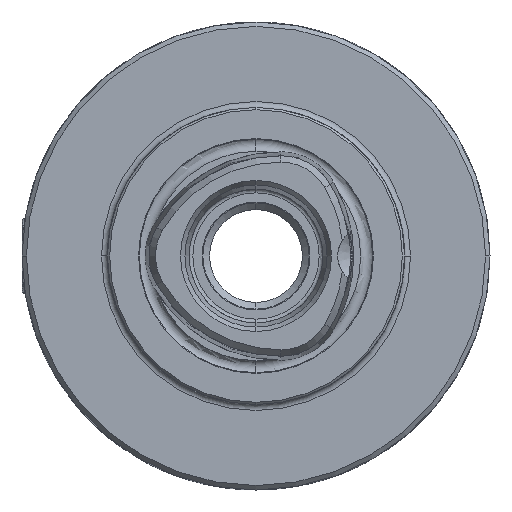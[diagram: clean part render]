
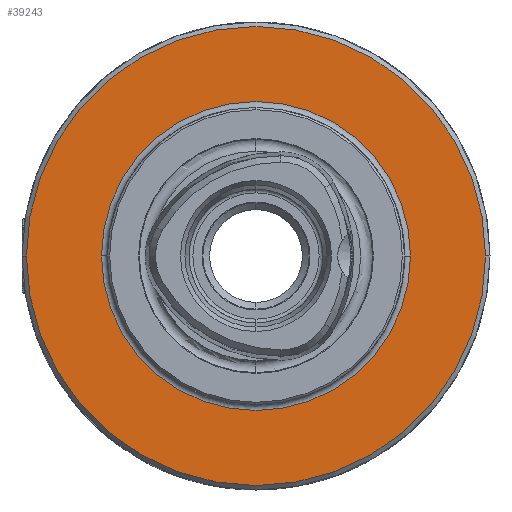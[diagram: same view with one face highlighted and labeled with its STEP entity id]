
A CAD part, left-side view. The second image highlights one B-rep face of the part: STEP entity #39243.
In plain terms, the highlighted planar face has unit normal (-1, 0, 0).
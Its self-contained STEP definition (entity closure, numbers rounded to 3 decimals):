
#1776 = CARTESIAN_POINT ( 'NONE',  ( 20., 0., 0. ) ) ;
#3269 = CARTESIAN_POINT ( 'NONE',  ( 20., -30.9, 0. ) ) ;
#3580 = DIRECTION ( 'NONE',  ( 1., 0., 0. ) ) ;
#5082 = ORIENTED_EDGE ( 'NONE', *, *, #21954, .T. ) ;
#5234 = VERTEX_POINT ( 'NONE', #22907 ) ;
#5517 = DIRECTION ( 'NONE',  ( 0., -1., 0. ) ) ;
#5852 = DIRECTION ( 'NONE',  ( 0., -1., 0. ) ) ;
#7743 = CIRCLE ( 'NONE', #32382, 20.8 ) ;
#9097 = DIRECTION ( 'NONE',  ( -1., 0., 0. ) ) ;
#9579 = PLANE ( 'NONE',  #32429 ) ;
#12729 = DIRECTION ( 'NONE',  ( 0., 1., 0. ) ) ;
#13049 = DIRECTION ( 'NONE',  ( 1., 0., 0. ) ) ;
#14151 = EDGE_CURVE ( 'NONE', #25171, #20885, #28132, .T. ) ;
#14369 = EDGE_CURVE ( 'NONE', #20885, #25171, #44930, .T. ) ;
#14686 = ORIENTED_EDGE ( 'NONE', *, *, #14369, .F. ) ;
#15624 = VERTEX_POINT ( 'NONE', #18701 ) ;
#18701 = CARTESIAN_POINT ( 'NONE',  ( 20., 20.8, 0. ) ) ;
#20885 = VERTEX_POINT ( 'NONE', #3269 ) ;
#21954 = EDGE_CURVE ( 'NONE', #5234, #15624, #7743, .T. ) ;
#22438 = FACE_BOUND ( 'NONE', #26002, .T. ) ;
#22907 = CARTESIAN_POINT ( 'NONE',  ( 20., -20.8, 0. ) ) ;
#25171 = VERTEX_POINT ( 'NONE', #47415 ) ;
#25611 = DIRECTION ( 'NONE',  ( 0., -1., 0. ) ) ;
#26002 = EDGE_LOOP ( 'NONE', ( #5082, #33969 ) ) ;
#26106 = CARTESIAN_POINT ( 'NONE',  ( 20., 0., 0. ) ) ;
#27591 = DIRECTION ( 'NONE',  ( 1., 0., 0. ) ) ;
#27748 = CARTESIAN_POINT ( 'NONE',  ( 20., 0., 0. ) ) ;
#28132 = CIRCLE ( 'NONE', #41243, 30.9 ) ;
#30873 = EDGE_LOOP ( 'NONE', ( #40789, #14686 ) ) ;
#32382 = AXIS2_PLACEMENT_3D ( 'NONE', #47225, #47858, #25611 ) ;
#32429 = AXIS2_PLACEMENT_3D ( 'NONE', #34755, #9097, #5852 ) ;
#33406 = DIRECTION ( 'NONE',  ( 0., 1., 0. ) ) ;
#33969 = ORIENTED_EDGE ( 'NONE', *, *, #37931, .T. ) ;
#34655 = FACE_OUTER_BOUND ( 'NONE', #30873, .T. ) ;
#34755 = CARTESIAN_POINT ( 'NONE',  ( 20., 30.9, 0. ) ) ;
#37931 = EDGE_CURVE ( 'NONE', #15624, #5234, #45745, .T. ) ;
#39243 = ADVANCED_FACE ( 'NONE', ( #22438, #34655 ), #9579, .T. ) ;
#40789 = ORIENTED_EDGE ( 'NONE', *, *, #14151, .F. ) ;
#41243 = AXIS2_PLACEMENT_3D ( 'NONE', #26106, #3580, #33406 ) ;
#44930 = CIRCLE ( 'NONE', #45256, 30.9 ) ;
#45256 = AXIS2_PLACEMENT_3D ( 'NONE', #1776, #13049, #12729 ) ;
#45745 = CIRCLE ( 'NONE', #47929, 20.8 ) ;
#47225 = CARTESIAN_POINT ( 'NONE',  ( 20., 0., 0. ) ) ;
#47415 = CARTESIAN_POINT ( 'NONE',  ( 20., 30.9, 0. ) ) ;
#47858 = DIRECTION ( 'NONE',  ( 1., 0., 0. ) ) ;
#47929 = AXIS2_PLACEMENT_3D ( 'NONE', #27748, #27591, #5517 ) ;
